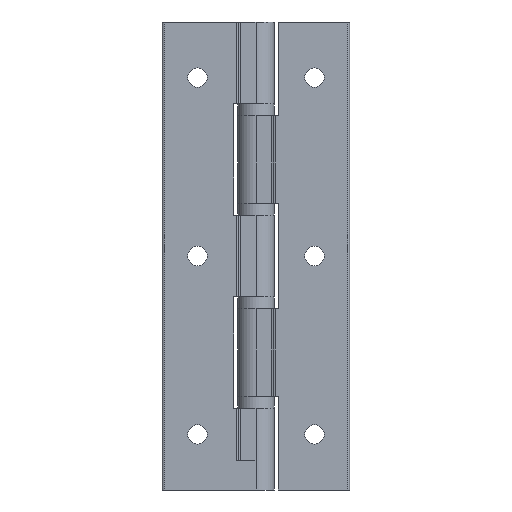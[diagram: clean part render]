
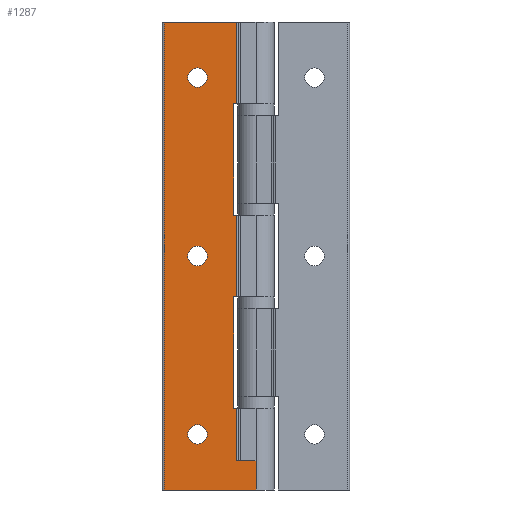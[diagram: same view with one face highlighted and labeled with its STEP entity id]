
A CAD part, front view. The second image highlights one B-rep face of the part: STEP entity #1287.
In plain terms, the highlighted planar face has unit normal (0, -1, 0).
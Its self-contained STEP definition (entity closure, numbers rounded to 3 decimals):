
#111=FACE_BOUND('',#335,.T.);
#112=FACE_BOUND('',#336,.T.);
#113=FACE_BOUND('',#337,.T.);
#170=CIRCLE('',#1387,1.65);
#172=CIRCLE('',#1391,1.65);
#174=CIRCLE('',#1395,1.65);
#244=FACE_OUTER_BOUND('',#334,.T.);
#334=EDGE_LOOP('',(#1036,#1037,#1038,#1039,#1040,#1041,#1042,#1043,#1044,
#1045,#1046,#1047,#1048,#1049));
#335=EDGE_LOOP('',(#1050));
#336=EDGE_LOOP('',(#1051));
#337=EDGE_LOOP('',(#1052));
#402=LINE('',#1905,#498);
#405=LINE('',#1911,#501);
#409=LINE('',#1932,#505);
#412=LINE('',#1942,#508);
#415=LINE('',#1948,#511);
#419=LINE('',#1969,#515);
#436=LINE('',#2020,#532);
#437=LINE('',#2023,#533);
#438=LINE('',#2034,#534);
#443=LINE('',#2045,#539);
#445=LINE('',#2071,#541);
#447=LINE('',#2077,#543);
#449=LINE('',#2081,#545);
#451=LINE('',#2085,#547);
#498=VECTOR('',#1493,19.);
#501=VECTOR('',#1498,0.518);
#505=VECTOR('',#1518,0.518);
#508=VECTOR('',#1525,19.);
#511=VECTOR('',#1530,0.518);
#515=VECTOR('',#1550,0.518);
#532=VECTOR('',#1603,14.);
#533=VECTOR('',#1606,9.);
#534=VECTOR('',#1619,80.);
#539=VECTOR('',#1630,12.418);
#541=VECTOR('',#1666,14.);
#543=VECTOR('',#1674,3.282);
#545=VECTOR('',#1678,5.);
#547=VECTOR('',#1684,15.7);
#594=VERTEX_POINT('',#1902);
#595=VERTEX_POINT('',#1904);
#597=VERTEX_POINT('',#1910);
#606=VERTEX_POINT('',#1930);
#610=VERTEX_POINT('',#1939);
#611=VERTEX_POINT('',#1941);
#613=VERTEX_POINT('',#1947);
#622=VERTEX_POINT('',#1967);
#638=VERTEX_POINT('',#2018);
#639=VERTEX_POINT('',#2022);
#642=VERTEX_POINT('',#2031);
#643=VERTEX_POINT('',#2033);
#649=VERTEX_POINT('',#2055);
#651=VERTEX_POINT('',#2061);
#653=VERTEX_POINT('',#2067);
#654=VERTEX_POINT('',#2076);
#655=VERTEX_POINT('',#2080);
#717=EDGE_CURVE('',#595,#594,#402,.T.);
#720=EDGE_CURVE('',#597,#595,#405,.T.);
#731=EDGE_CURVE('',#594,#606,#409,.T.);
#735=EDGE_CURVE('',#611,#610,#412,.T.);
#738=EDGE_CURVE('',#613,#611,#415,.T.);
#749=EDGE_CURVE('',#610,#622,#419,.T.);
#775=EDGE_CURVE('',#638,#622,#436,.T.);
#776=EDGE_CURVE('',#597,#639,#437,.T.);
#780=EDGE_CURVE('',#642,#643,#438,.T.);
#786=EDGE_CURVE('',#638,#643,#443,.T.);
#791=EDGE_CURVE('',#649,#649,#170,.T.);
#793=EDGE_CURVE('',#651,#651,#172,.T.);
#795=EDGE_CURVE('',#653,#653,#174,.T.);
#797=EDGE_CURVE('',#613,#606,#445,.T.);
#799=EDGE_CURVE('',#639,#654,#447,.T.);
#801=EDGE_CURVE('',#654,#655,#449,.T.);
#803=EDGE_CURVE('',#655,#642,#451,.T.);
#1036=ORIENTED_EDGE('',*,*,#731,.T.);
#1037=ORIENTED_EDGE('',*,*,#797,.F.);
#1038=ORIENTED_EDGE('',*,*,#738,.T.);
#1039=ORIENTED_EDGE('',*,*,#735,.T.);
#1040=ORIENTED_EDGE('',*,*,#749,.T.);
#1041=ORIENTED_EDGE('',*,*,#775,.F.);
#1042=ORIENTED_EDGE('',*,*,#786,.T.);
#1043=ORIENTED_EDGE('',*,*,#780,.F.);
#1044=ORIENTED_EDGE('',*,*,#803,.F.);
#1045=ORIENTED_EDGE('',*,*,#801,.F.);
#1046=ORIENTED_EDGE('',*,*,#799,.F.);
#1047=ORIENTED_EDGE('',*,*,#776,.F.);
#1048=ORIENTED_EDGE('',*,*,#720,.T.);
#1049=ORIENTED_EDGE('',*,*,#717,.T.);
#1050=ORIENTED_EDGE('',*,*,#791,.T.);
#1051=ORIENTED_EDGE('',*,*,#793,.T.);
#1052=ORIENTED_EDGE('',*,*,#795,.T.);
#1233=PLANE('',#1402);
#1287=ADVANCED_FACE('',(#244,#111,#112,#113),#1233,.T.);
#1387=AXIS2_PLACEMENT_3D('',#2056,#1645,#1646);
#1391=AXIS2_PLACEMENT_3D('',#2062,#1653,#1654);
#1395=AXIS2_PLACEMENT_3D('',#2068,#1661,#1662);
#1402=AXIS2_PLACEMENT_3D('',#2084,#1682,#1683);
#1493=DIRECTION('',(0.,0.,1.));
#1498=DIRECTION('',(-1.,0.,0.));
#1518=DIRECTION('',(1.,0.,0.));
#1525=DIRECTION('',(0.,0.,1.));
#1530=DIRECTION('',(-1.,0.,0.));
#1550=DIRECTION('',(1.,0.,0.));
#1603=DIRECTION('',(0.,0.,-1.));
#1606=DIRECTION('',(0.,0.,-1.));
#1619=DIRECTION('',(0.,0.,1.));
#1630=DIRECTION('',(-1.,0.,0.));
#1645=DIRECTION('center_axis',(0.,1.,0.));
#1646=DIRECTION('ref_axis',(1.,0.,0.));
#1653=DIRECTION('center_axis',(0.,1.,0.));
#1654=DIRECTION('ref_axis',(1.,0.,0.));
#1661=DIRECTION('center_axis',(0.,1.,0.));
#1662=DIRECTION('ref_axis',(1.,0.,0.));
#1666=DIRECTION('',(0.,0.,-1.));
#1674=DIRECTION('',(1.,0.,0.));
#1678=DIRECTION('',(0.,0.,-1.));
#1682=DIRECTION('center_axis',(0.,-1.,0.));
#1683=DIRECTION('ref_axis',(-1.,0.,0.));
#1684=DIRECTION('',(-1.,0.,0.));
#1902=CARTESIAN_POINT('',(-3.8,0.,-47.));
#1904=CARTESIAN_POINT('',(-3.8,0.,-66.));
#1905=CARTESIAN_POINT('',(-3.8,0.,-33.));
#1910=CARTESIAN_POINT('',(-3.282,0.,-66.));
#1911=CARTESIAN_POINT('',(4.273,0.,-66.));
#1930=CARTESIAN_POINT('',(-3.282,0.,-47.));
#1932=CARTESIAN_POINT('',(-1.9,0.,-47.));
#1939=CARTESIAN_POINT('',(-3.8,0.,-14.));
#1941=CARTESIAN_POINT('',(-3.8,0.,-33.));
#1942=CARTESIAN_POINT('',(-3.8,0.,-16.5));
#1947=CARTESIAN_POINT('',(-3.282,0.,-33.));
#1948=CARTESIAN_POINT('',(3.203,0.,-33.));
#1967=CARTESIAN_POINT('',(-3.282,0.,-14.));
#1969=CARTESIAN_POINT('',(-1.9,0.,-14.));
#2018=CARTESIAN_POINT('',(-3.282,0.,0.));
#2020=CARTESIAN_POINT('',(-3.282,0.,0.));
#2022=CARTESIAN_POINT('',(-3.282,0.,-75.));
#2023=CARTESIAN_POINT('',(-3.282,0.,0.));
#2031=CARTESIAN_POINT('',(-15.7,0.,-80.));
#2033=CARTESIAN_POINT('',(-15.7,0.,0.));
#2034=CARTESIAN_POINT('',(-15.7,0.,0.));
#2045=CARTESIAN_POINT('',(0.,0.,0.));
#2055=CARTESIAN_POINT('',(-11.65,0.,-40.));
#2056=CARTESIAN_POINT('Origin',(-10.,0.,-40.));
#2061=CARTESIAN_POINT('',(-11.65,0.,-70.5));
#2062=CARTESIAN_POINT('Origin',(-10.,0.,-70.5));
#2067=CARTESIAN_POINT('',(-11.65,0.,-9.5));
#2068=CARTESIAN_POINT('Origin',(-10.,0.,-9.5));
#2071=CARTESIAN_POINT('',(-3.282,0.,0.));
#2076=CARTESIAN_POINT('',(0.,0.,-75.));
#2077=CARTESIAN_POINT('',(-0.771,0.,-75.));
#2080=CARTESIAN_POINT('',(0.,0.,-80.));
#2081=CARTESIAN_POINT('',(0.,0.,0.));
#2084=CARTESIAN_POINT('Origin',(0.,0.,
0.));
#2085=CARTESIAN_POINT('',(0.,0.,-80.));
